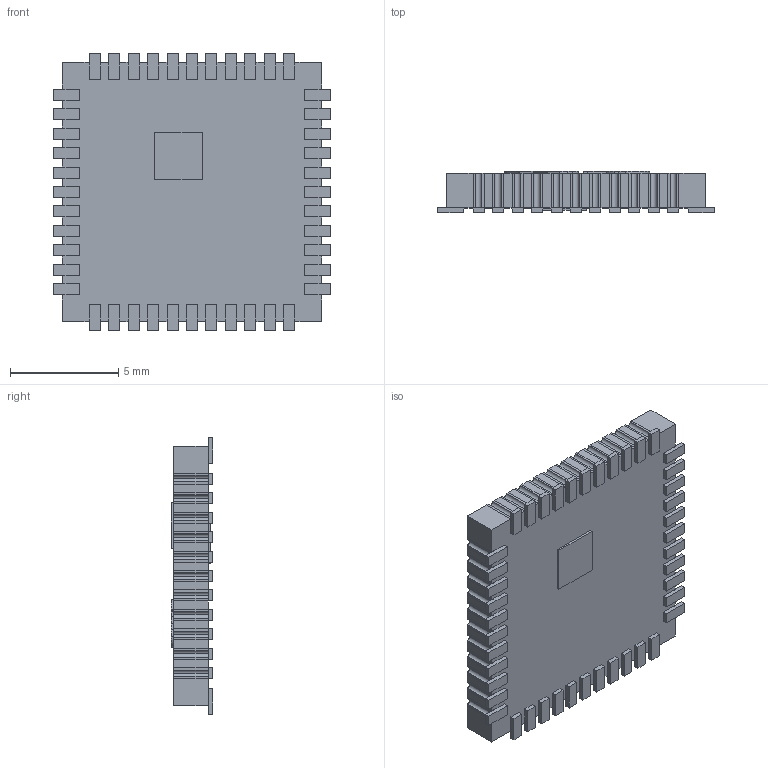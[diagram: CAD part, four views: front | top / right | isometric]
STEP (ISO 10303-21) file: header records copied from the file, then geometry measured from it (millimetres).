
FILE_DESCRIPTION (( 'STEP AP214' ), '1' );
FILE_NAME ('rtl8189-board.STEP', '2024-04-07T07:07:23', ( '' ), ( '' ), 'SwSTEP 2.0', 'SolidWorks 2020', '' );
FILE_SCHEMA (( 'AUTOMOTIVE_DESIGN' ));
Length unit declared in the file: millimetre
Products named in the file (7): 錨璃4^rtl8189-board-1; 錨璃5^rtl8189-board-1; 錨璃2^rtl8189-board-1; 錨璃6^rtl8189-board-1; 錨璃3^rtl8189-board-1; 錨璃1^rtl8189-board-1; rtl8189-board
Assembly tree (5 placements, depth 2):
  錨璃4^rtl8189-board-1
  rtl8189-board
    錨璃1^rtl8189-board-1
    錨璃2^rtl8189-board-1
    錨璃3^rtl8189-board-1
    錨璃5^rtl8189-board-1
    錨璃6^rtl8189-board-1
Bounding box: 12.8 x 1.9 x 12.8 mm (x, y, z)
Volume: 234.3 mm3; surface area: 602.3 mm2
Topology: 98 solids, 98 shells, 753 faces, 1668 edges, 1112 vertices
Faces by surface type: plane 556, cylinder 167, bspline 30
Entity records: 23446 total; most frequent: CARTESIAN_POINT 5443, DIRECTION 3404, ORIENTED_EDGE 3336, EDGE_CURVE 1668, LINE 1274, VECTOR 1274, VERTEX_POINT 1112, AXIS2_PLACEMENT_3D 1065
